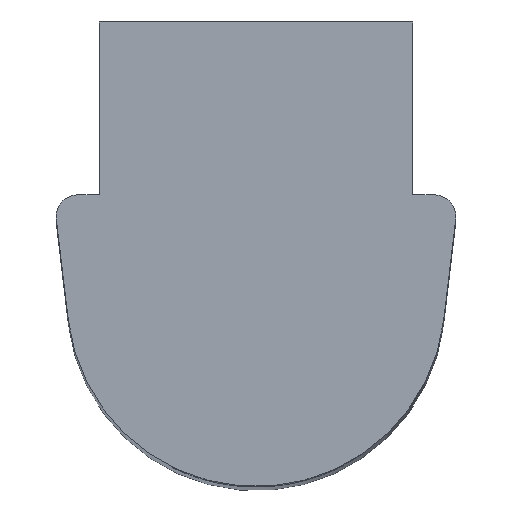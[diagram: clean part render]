
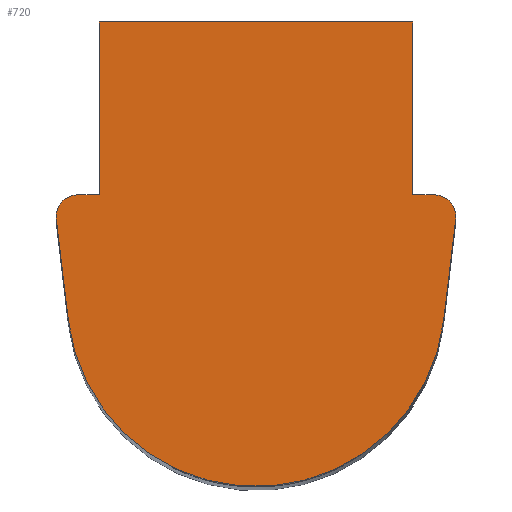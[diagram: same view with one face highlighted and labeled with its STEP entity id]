
A CAD part, top view. The second image highlights one B-rep face of the part: STEP entity #720.
In plain terms, the highlighted face is planar.
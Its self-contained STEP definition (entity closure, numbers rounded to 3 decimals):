
#34=PLANE('',#769);
#51=LINE('',#967,#94);
#55=LINE('',#982,#98);
#58=LINE('',#988,#101);
#61=LINE('',#994,#104);
#65=LINE('',#1006,#108);
#67=LINE('',#1009,#110);
#71=LINE('',#1021,#114);
#94=VECTOR('',#809,1000.);
#98=VECTOR('',#821,1000.);
#101=VECTOR('',#826,1000.);
#104=VECTOR('',#831,1000.);
#108=VECTOR('',#843,1000.);
#110=VECTOR('',#847,1000.);
#114=VECTOR('',#859,1000.);
#190=ORIENTED_EDGE('',*,*,#264,.F.);
#191=ORIENTED_EDGE('',*,*,#291,.F.);
#192=ORIENTED_EDGE('',*,*,#288,.F.);
#193=ORIENTED_EDGE('',*,*,#285,.F.);
#194=ORIENTED_EDGE('',*,*,#259,.F.);
#195=ORIENTED_EDGE('',*,*,#283,.F.);
#196=ORIENTED_EDGE('',*,*,#280,.F.);
#197=ORIENTED_EDGE('',*,*,#277,.F.);
#198=ORIENTED_EDGE('',*,*,#274,.F.);
#199=ORIENTED_EDGE('',*,*,#271,.F.);
#259=EDGE_CURVE('',#321,#322,#366,.T.);
#264=EDGE_CURVE('',#326,#327,#51,.T.);
#271=EDGE_CURVE('',#327,#333,#55,.T.);
#274=EDGE_CURVE('',#333,#335,#58,.T.);
#277=EDGE_CURVE('',#335,#337,#61,.T.);
#280=EDGE_CURVE('',#337,#339,#371,.T.);
#283=EDGE_CURVE('',#339,#321,#65,.T.);
#285=EDGE_CURVE('',#322,#341,#67,.T.);
#288=EDGE_CURVE('',#341,#343,#373,.T.);
#291=EDGE_CURVE('',#343,#326,#71,.T.);
#321=VERTEX_POINT('',#943);
#322=VERTEX_POINT('',#944);
#326=VERTEX_POINT('',#968);
#327=VERTEX_POINT('',#969);
#333=VERTEX_POINT('',#983);
#335=VERTEX_POINT('',#989);
#337=VERTEX_POINT('',#995);
#339=VERTEX_POINT('',#1001);
#341=VERTEX_POINT('',#1010);
#343=VERTEX_POINT('',#1016);
#366=CIRCLE('',#749,1.75);
#371=CIRCLE('',#759,0.2);
#373=CIRCLE('',#764,0.2);
#398=EDGE_LOOP('',(#190,#191,#192,#193,#194,#195,#196,#197,#198,#199));
#443=FACE_BOUND('',#398,.T.);
#720=ADVANCED_FACE('',(#443),#34,.F.);
#749=AXIS2_PLACEMENT_3D('',#942,#801,#802);
#759=AXIS2_PLACEMENT_3D('',#1000,#836,#837);
#764=AXIS2_PLACEMENT_3D('',#1015,#852,#853);
#769=AXIS2_PLACEMENT_3D('',#1026,#865,#866);
#801=DIRECTION('',(1.,0.,0.));
#802=DIRECTION('',(0.,0.,-1.));
#809=DIRECTION('',(0.,0.,1.));
#821=DIRECTION('',(0.,-1.,0.));
#826=DIRECTION('',(0.,0.,-1.));
#831=DIRECTION('',(0.,-1.,0.));
#836=DIRECTION('',(1.,0.,0.));
#837=DIRECTION('',(0.,0.,-1.));
#843=DIRECTION('',(0.,0.118,-0.993));
#847=DIRECTION('',(0.,0.118,0.993));
#852=DIRECTION('',(1.,0.,0.));
#853=DIRECTION('',(0.,0.,-1.));
#859=DIRECTION('',(0.,-1.,0.));
#865=DIRECTION('',(1.,0.,0.));
#866=DIRECTION('',(0.,0.,-1.));
#942=CARTESIAN_POINT('',(0.,0.,1.75));
#943=CARTESIAN_POINT('',(0.,-1.738,1.544));
#944=CARTESIAN_POINT('',(0.,1.738,1.544));
#967=CARTESIAN_POINT('',(0.,1.45,2.7));
#968=CARTESIAN_POINT('',(0.,1.45,2.7));
#969=CARTESIAN_POINT('',(0.,1.45,4.3));
#982=CARTESIAN_POINT('',(0.,1.45,4.3));
#983=CARTESIAN_POINT('',(0.,-1.45,4.3));
#988=CARTESIAN_POINT('',(0.,-1.45,4.3));
#989=CARTESIAN_POINT('',(0.,-1.45,2.7));
#994=CARTESIAN_POINT('',(0.,-1.45,2.7));
#995=CARTESIAN_POINT('',(0.,-1.65,2.7));
#1000=CARTESIAN_POINT('',(0.,-1.65,2.5));
#1001=CARTESIAN_POINT('',(0.,-1.849,2.476));
#1006=CARTESIAN_POINT('',(0.,-1.849,2.476));
#1009=CARTESIAN_POINT('',(0.,1.738,1.544));
#1010=CARTESIAN_POINT('',(0.,1.849,2.476));
#1015=CARTESIAN_POINT('',(0.,1.65,2.5));
#1016=CARTESIAN_POINT('',(0.,1.65,2.7));
#1021=CARTESIAN_POINT('',(0.,1.65,2.7));
#1026=CARTESIAN_POINT('',(0.,-1.65,2.5));
